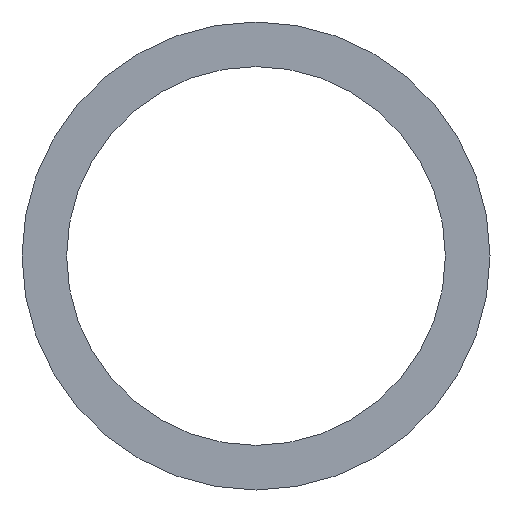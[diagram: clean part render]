
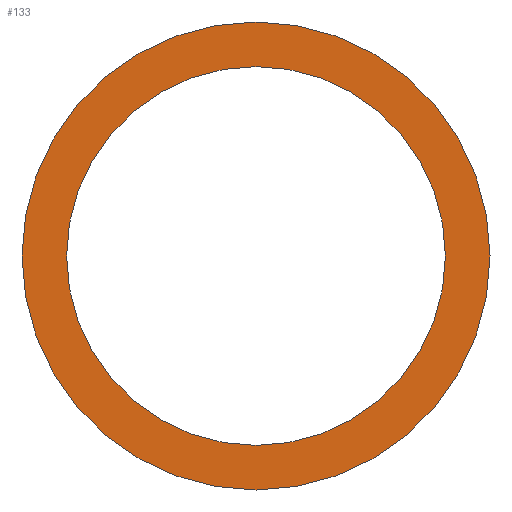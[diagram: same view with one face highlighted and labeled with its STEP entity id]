
A CAD part, front view. The second image highlights one B-rep face of the part: STEP entity #133.
In plain terms, the highlighted planar face has unit normal (0, -1, 0).
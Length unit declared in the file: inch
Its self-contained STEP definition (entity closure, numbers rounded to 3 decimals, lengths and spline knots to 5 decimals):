
#2 = CIRCLE ( 'NONE', #80, 0.425 ) ;
#5 = DIRECTION ( 'NONE',  ( 0., 0., 1. ) ) ;
#12 = AXIS2_PLACEMENT_3D ( 'NONE', #214, #72, #20 ) ;
#15 = DIRECTION ( 'NONE',  ( 0., 1., 0. ) ) ;
#17 = PLANE ( 'NONE',  #160 ) ;
#19 = CARTESIAN_POINT ( 'NONE',  ( 0., -14., -0.525 ) ) ;
#20 = DIRECTION ( 'NONE',  ( 0., 0., 1. ) ) ;
#28 = CARTESIAN_POINT ( 'NONE',  ( 0., -14., 0. ) ) ;
#39 = EDGE_LOOP ( 'NONE', ( #132, #175 ) ) ;
#47 = AXIS2_PLACEMENT_3D ( 'NONE', #70, #66, #90 ) ;
#49 = CARTESIAN_POINT ( 'NONE',  ( 0., -14., 0. ) ) ;
#52 = FACE_BOUND ( 'NONE', #161, .T. ) ;
#54 = EDGE_CURVE ( 'NONE', #82, #134, #122, .T. ) ;
#61 = ORIENTED_EDGE ( 'NONE', *, *, #54, .T. ) ;
#66 = DIRECTION ( 'NONE',  ( 0., 1., 0. ) ) ;
#68 = CARTESIAN_POINT ( 'NONE',  ( 0., -14., 0.425 ) ) ;
#70 = CARTESIAN_POINT ( 'NONE',  ( 0., -14., 0. ) ) ;
#72 = DIRECTION ( 'NONE',  ( 0., 1., 0. ) ) ;
#80 = AXIS2_PLACEMENT_3D ( 'NONE', #49, #124, #189 ) ;
#82 = VERTEX_POINT ( 'NONE', #99 ) ;
#86 = CARTESIAN_POINT ( 'NONE',  ( 0., -14., 0.525 ) ) ;
#90 = DIRECTION ( 'NONE',  ( 0., 0., 1. ) ) ;
#99 = CARTESIAN_POINT ( 'NONE',  ( 0., -14., -0.425 ) ) ;
#104 = VERTEX_POINT ( 'NONE', #86 ) ;
#105 = AXIS2_PLACEMENT_3D ( 'NONE', #125, #128, #5 ) ;
#112 = EDGE_CURVE ( 'NONE', #104, #204, #149, .T. ) ;
#122 = CIRCLE ( 'NONE', #12, 0.425 ) ;
#124 = DIRECTION ( 'NONE',  ( 0., 1., 0. ) ) ;
#125 = CARTESIAN_POINT ( 'NONE',  ( 0., -14., 0. ) ) ;
#128 = DIRECTION ( 'NONE',  ( 0., 1., 0. ) ) ;
#132 = ORIENTED_EDGE ( 'NONE', *, *, #163, .F. ) ;
#133 = ADVANCED_FACE ( 'NONE', ( #177, #52 ), #17, .F. ) ;
#134 = VERTEX_POINT ( 'NONE', #68 ) ;
#138 = ORIENTED_EDGE ( 'NONE', *, *, #206, .T. ) ;
#149 = CIRCLE ( 'NONE', #47, 0.525 ) ;
#152 = CIRCLE ( 'NONE', #105, 0.525 ) ;
#160 = AXIS2_PLACEMENT_3D ( 'NONE', #28, #15, #179 ) ;
#161 = EDGE_LOOP ( 'NONE', ( #61, #138 ) ) ;
#163 = EDGE_CURVE ( 'NONE', #204, #104, #152, .T. ) ;
#175 = ORIENTED_EDGE ( 'NONE', *, *, #112, .F. ) ;
#177 = FACE_OUTER_BOUND ( 'NONE', #39, .T. ) ;
#179 = DIRECTION ( 'NONE',  ( 0., 0., 1. ) ) ;
#189 = DIRECTION ( 'NONE',  ( 0., 0., 1. ) ) ;
#204 = VERTEX_POINT ( 'NONE', #19 ) ;
#206 = EDGE_CURVE ( 'NONE', #134, #82, #2, .T. ) ;
#214 = CARTESIAN_POINT ( 'NONE',  ( 0., -14., 0. ) ) ;
